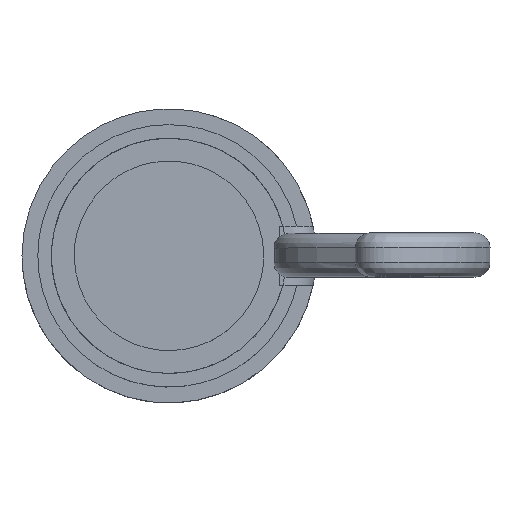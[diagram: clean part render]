
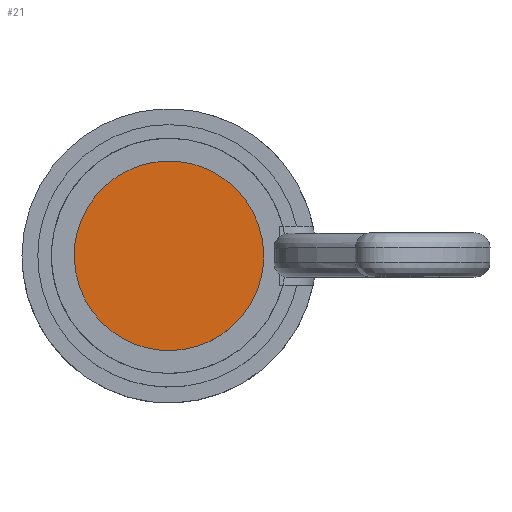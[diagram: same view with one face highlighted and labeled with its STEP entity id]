
A CAD part, top view. The second image highlights one B-rep face of the part: STEP entity #21.
In plain terms, the highlighted planar face has unit normal (0, 0, 1).
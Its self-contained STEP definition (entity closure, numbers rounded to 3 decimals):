
#21=ADVANCED_FACE('',(#53),#509,.T.);
#53=FACE_OUTER_BOUND('',#85,.T.);
#85=EDGE_LOOP('',(#136,#137));
#136=ORIENTED_EDGE('',*,*,#281,.T.);
#137=ORIENTED_EDGE('',*,*,#359,.T.);
#281=EDGE_CURVE('',#446,#497,#413,.T.);
#359=EDGE_CURVE('',#497,#446,#442,.T.);
#413=(
BOUNDED_CURVE()
B_SPLINE_CURVE(2,(#2059,#2060,#2061,#2062,#2063),.UNSPECIFIED.,.F.,.F.)
B_SPLINE_CURVE_WITH_KNOTS((3,2,3),(0.,28.274,56.549),
 .UNSPECIFIED.)
CURVE()
GEOMETRIC_REPRESENTATION_ITEM()
RATIONAL_B_SPLINE_CURVE((1.,0.707,1.,0.707,1.))
REPRESENTATION_ITEM('')
);
#442=(
BOUNDED_CURVE()
B_SPLINE_CURVE(2,(#3195,#3196,#3197,#3198,#3199),.UNSPECIFIED.,.F.,.F.)
B_SPLINE_CURVE_WITH_KNOTS((3,2,3),(56.549,84.823,113.097),
 .UNSPECIFIED.)
CURVE()
GEOMETRIC_REPRESENTATION_ITEM()
RATIONAL_B_SPLINE_CURVE((1.,0.707,1.,0.707,1.))
REPRESENTATION_ITEM('')
);
#446=VERTEX_POINT('',#1995);
#497=VERTEX_POINT('',#2046);
#509=PLANE('',#626);
#626=AXIS2_PLACEMENT_3D('',#1930,#651,$);
#651=DIRECTION('',(0.,0.,1.));
#1930=CARTESIAN_POINT('',(-97.113,-68.113,7.966));
#1995=CARTESIAN_POINT('',(-68.11,-52.,7.966));
#2046=CARTESIAN_POINT('',(-93.89,-52.,7.966));
#2059=CARTESIAN_POINT('',(-68.11,-52.,7.966));
#2060=CARTESIAN_POINT('',(-68.11,-39.11,7.966));
#2061=CARTESIAN_POINT('',(-81.,-39.11,7.966));
#2062=CARTESIAN_POINT('',(-93.89,-39.11,7.966));
#2063=CARTESIAN_POINT('',(-93.89,-52.,7.966));
#3195=CARTESIAN_POINT('',(-93.89,-52.,7.966));
#3196=CARTESIAN_POINT('',(-93.89,-64.89,7.966));
#3197=CARTESIAN_POINT('',(-81.,-64.89,7.966));
#3198=CARTESIAN_POINT('',(-68.11,-64.89,7.966));
#3199=CARTESIAN_POINT('',(-68.11,-52.,7.966));
